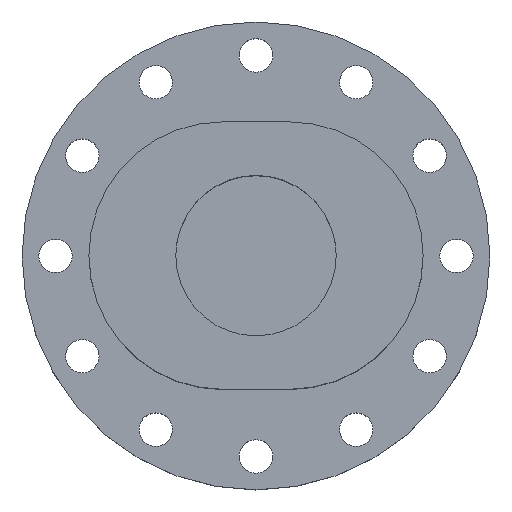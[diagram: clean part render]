
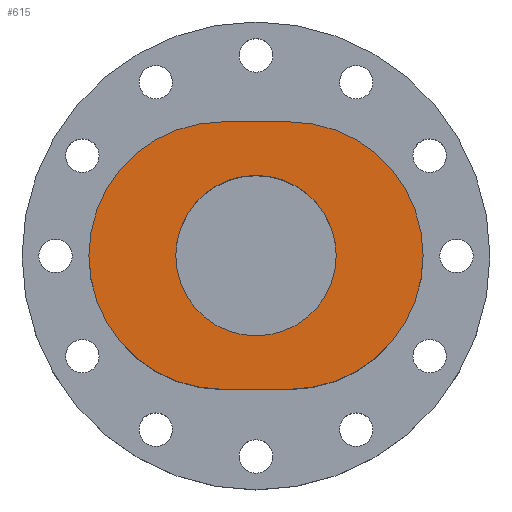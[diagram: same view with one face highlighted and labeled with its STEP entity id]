
A CAD part, top view. The second image highlights one B-rep face of the part: STEP entity #615.
In plain terms, the highlighted planar face has unit normal (0, 0, 1).
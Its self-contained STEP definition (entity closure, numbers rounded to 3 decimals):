
#26 = ORIENTED_EDGE ( 'NONE', *, *, #2661, .T. ) ;
#58 = DIRECTION ( 'NONE',  ( -1., 0., 0. ) ) ;
#79 = CARTESIAN_POINT ( 'NONE',  ( -25., 0., 30. ) ) ;
#140 = DIRECTION ( 'NONE',  ( 0., 0., -1. ) ) ;
#147 = CIRCLE ( 'NONE', #1825, 20. ) ;
#165 = PLANE ( 'NONE',  #1206 ) ;
#171 = CARTESIAN_POINT ( 'NONE',  ( 5., 20., 30. ) ) ;
#201 = EDGE_LOOP ( 'NONE', ( #1468, #2031, #1152, #26, #1506 ) ) ;
#217 = CIRCLE ( 'NONE', #1761, 20. ) ;
#223 = LINE ( 'NONE', #2662, #2168 ) ;
#241 = CARTESIAN_POINT ( 'NONE',  ( 12., 0., 30. ) ) ;
#347 = VERTEX_POINT ( 'NONE', #2462 ) ;
#420 = CARTESIAN_POINT ( 'NONE',  ( -5., 0., 30. ) ) ;
#441 = DIRECTION ( 'NONE',  ( 1., 0., 0. ) ) ;
#465 = VERTEX_POINT ( 'NONE', #241 ) ;
#483 = FACE_OUTER_BOUND ( 'NONE', #201, .T. ) ;
#560 = DIRECTION ( 'NONE',  ( 0., 0., -1. ) ) ;
#585 = ORIENTED_EDGE ( 'NONE', *, *, #1420, .T. ) ;
#601 = CARTESIAN_POINT ( 'NONE',  ( 5., -20., 30. ) ) ;
#615 = ADVANCED_FACE ( 'NONE', ( #1643, #483 ), #165, .T. ) ;
#693 = DIRECTION ( 'NONE',  ( 0., 0., 1. ) ) ;
#728 = EDGE_CURVE ( 'NONE', #3066, #1993, #217, .T. ) ;
#731 = EDGE_CURVE ( 'NONE', #1817, #1000, #1523, .T. ) ;
#827 = VERTEX_POINT ( 'NONE', #2072 ) ;
#1000 = VERTEX_POINT ( 'NONE', #79 ) ;
#1076 = DIRECTION ( 'NONE',  ( 1., 0., 0. ) ) ;
#1091 = CARTESIAN_POINT ( 'NONE',  ( -5., 20., 30. ) ) ;
#1152 = ORIENTED_EDGE ( 'NONE', *, *, #731, .T. ) ;
#1153 = DIRECTION ( 'NONE',  ( -1., 0., 0. ) ) ;
#1181 = DIRECTION ( 'NONE',  ( 1., 0., 0. ) ) ;
#1206 = AXIS2_PLACEMENT_3D ( 'NONE', #1950, #2718, #441 ) ;
#1285 = CARTESIAN_POINT ( 'NONE',  ( -5., 0., 30. ) ) ;
#1349 = CARTESIAN_POINT ( 'NONE',  ( 0., 0., 30. ) ) ;
#1420 = EDGE_CURVE ( 'NONE', #827, #465, #2818, .T. ) ;
#1422 = DIRECTION ( 'NONE',  ( -1., 0., 0. ) ) ;
#1464 = EDGE_CURVE ( 'NONE', #465, #827, #2703, .T. ) ;
#1468 = ORIENTED_EDGE ( 'NONE', *, *, #728, .T. ) ;
#1506 = ORIENTED_EDGE ( 'NONE', *, *, #2828, .F. ) ;
#1523 = CIRCLE ( 'NONE', #2778, 20. ) ;
#1636 = AXIS2_PLACEMENT_3D ( 'NONE', #3162, #560, #1422 ) ;
#1643 = FACE_BOUND ( 'NONE', #1885, .T. ) ;
#1761 = AXIS2_PLACEMENT_3D ( 'NONE', #1943, #2922, #1181 ) ;
#1817 = VERTEX_POINT ( 'NONE', #1091 ) ;
#1825 = AXIS2_PLACEMENT_3D ( 'NONE', #1285, #2030, #1076 ) ;
#1885 = EDGE_LOOP ( 'NONE', ( #585, #3001 ) ) ;
#1943 = CARTESIAN_POINT ( 'NONE',  ( 5., 0., 30. ) ) ;
#1950 = CARTESIAN_POINT ( 'NONE',  ( 5., 0., 30. ) ) ;
#1993 = VERTEX_POINT ( 'NONE', #171 ) ;
#2012 = CARTESIAN_POINT ( 'NONE',  ( 5., -20., 30. ) ) ;
#2030 = DIRECTION ( 'NONE',  ( 0., 0., 1. ) ) ;
#2031 = ORIENTED_EDGE ( 'NONE', *, *, #2895, .T. ) ;
#2072 = CARTESIAN_POINT ( 'NONE',  ( -12., 0., 30. ) ) ;
#2168 = VECTOR ( 'NONE', #1153, 1000. ) ;
#2178 = DIRECTION ( 'NONE',  ( 1., 0., 0. ) ) ;
#2317 = AXIS2_PLACEMENT_3D ( 'NONE', #1349, #140, #2844 ) ;
#2462 = CARTESIAN_POINT ( 'NONE',  ( -5., -20., 30. ) ) ;
#2661 = EDGE_CURVE ( 'NONE', #1000, #347, #147, .T. ) ;
#2662 = CARTESIAN_POINT ( 'NONE',  ( 5., 20., 30. ) ) ;
#2703 = CIRCLE ( 'NONE', #1636, 12. ) ;
#2718 = DIRECTION ( 'NONE',  ( 0., 0., 1. ) ) ;
#2778 = AXIS2_PLACEMENT_3D ( 'NONE', #420, #693, #2178 ) ;
#2818 = CIRCLE ( 'NONE', #2317, 12. ) ;
#2828 = EDGE_CURVE ( 'NONE', #3066, #347, #2914, .T. ) ;
#2844 = DIRECTION ( 'NONE',  ( -1., 0., 0. ) ) ;
#2895 = EDGE_CURVE ( 'NONE', #1993, #1817, #223, .T. ) ;
#2914 = LINE ( 'NONE', #601, #3072 ) ;
#2922 = DIRECTION ( 'NONE',  ( 0., 0., 1. ) ) ;
#3001 = ORIENTED_EDGE ( 'NONE', *, *, #1464, .T. ) ;
#3066 = VERTEX_POINT ( 'NONE', #2012 ) ;
#3072 = VECTOR ( 'NONE', #58, 1000. ) ;
#3162 = CARTESIAN_POINT ( 'NONE',  ( 0., 0., 30. ) ) ;
